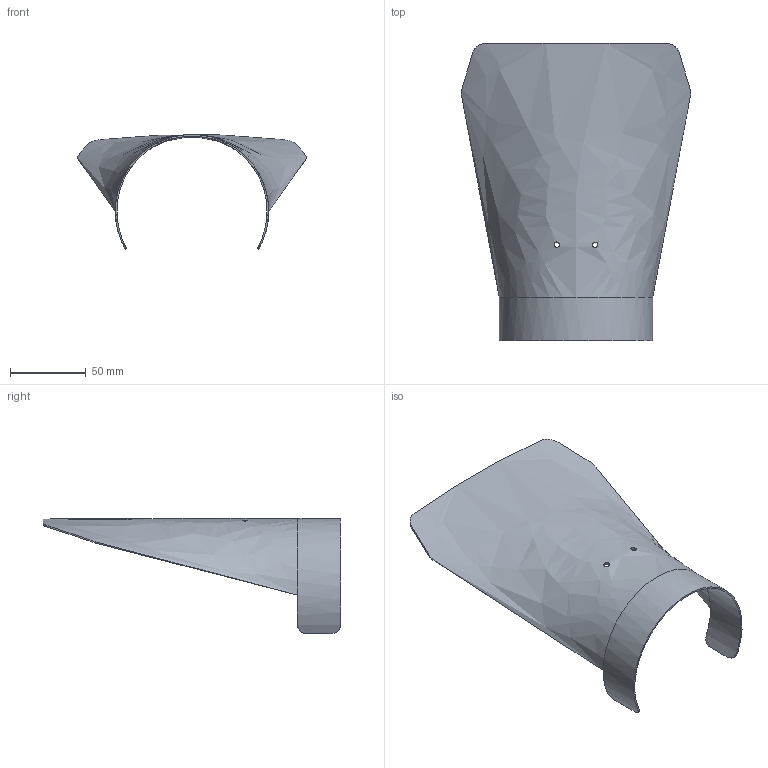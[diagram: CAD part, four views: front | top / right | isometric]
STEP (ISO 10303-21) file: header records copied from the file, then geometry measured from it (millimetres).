
FILE_DESCRIPTION(/* description */ (''),/* implementation_level */ '2;1');
FILE_NAME(/* name */ 'Curved Backboard formed.ipt.stp',/* time_stamp */ '2014-12-18T16:47:47-08:00',/* author */ ('Autodesk Inc.'),/* organization */ ('Autodesk Inc.'),/* preprocessor_version */ 'ST-DEVELOPER v15.6',/* originating_system */ 'Autodesk Inventor 2015',/* authorisation */ '');
FILE_SCHEMA (('AUTOMOTIVE_DESIGN { 1 0 10303 214 3 1 1 }'));
Length unit declared in the file: inch
Products named in the file (1): Curved Backboard formed
Bounding box: 151.81 x 196.85 x 76.2 mm (x, y, z)
Volume: 30062.7 mm3; surface area: 63217.1 mm2
Topology: 1 solids, 1 shells, 24 faces, 68 edges, 46 vertices
Faces by surface type: cylinder 10, plane 8, bspline 6
Full cylindrical faces by diameter (mm): 3.556 x2
Entity records: 1309 total; most frequent: CARTESIAN_POINT 689, ORIENTED_EDGE 132, DIRECTION 88, EDGE_CURVE 66, VERTEX_POINT 46, AXIS2_PLACEMENT_3D 33, EDGE_LOOP 30, B_SPLINE_CURVE_WITH_KNOTS 30
